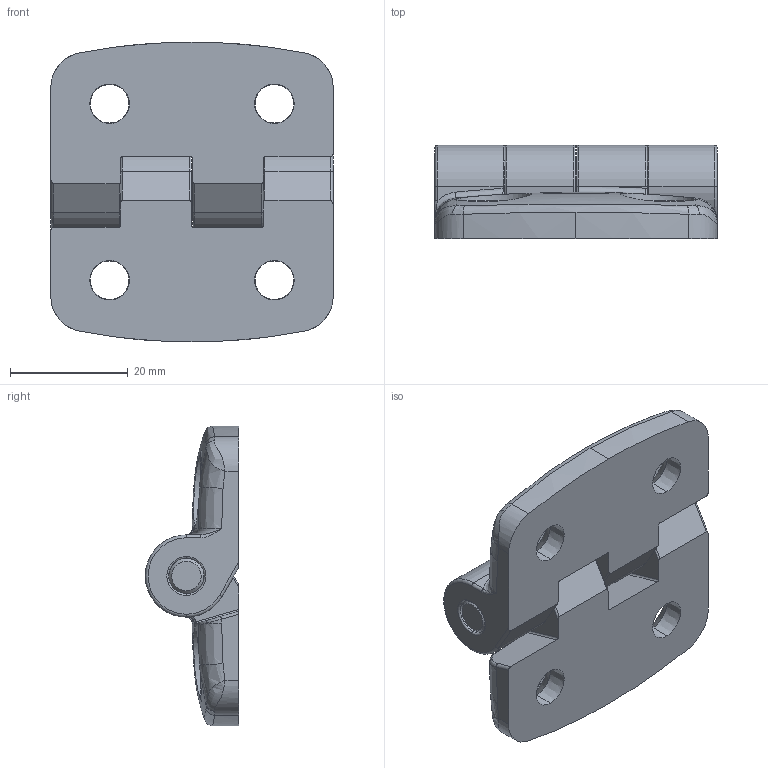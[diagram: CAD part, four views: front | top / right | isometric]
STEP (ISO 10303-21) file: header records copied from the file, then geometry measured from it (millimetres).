
FILE_DESCRIPTION (( 'STEP AP214' ), '1' );
FILE_NAME ('095e2525f.STEP', '2014-08-14T12:54:24', ( '' ), ( '' ), 'SwSTEP 2.0', 'SolidWorks 2014', '' );
FILE_SCHEMA (( 'AUTOMOTIVE_DESIGN' ));
Length unit declared in the file: millimetre
Products named in the file (3): 095k-02; 095e2525f; 095e25f_114065
Assembly tree (3 placements, depth 2):
  095e2525f
    095e25f_114065  x2
    095k-02
Bounding box: 48 x 15.9 x 51 mm (x, y, z)
Volume: 18091.1 mm3; surface area: 9715.8 mm2
Topology: 3 solids, 3 shells, 189 faces, 476 edges, 278 vertices
Faces by surface type: bspline 62, cylinder 56, plane 27, torus 24, cone 20
Entity records: 4254 total; most frequent: CARTESIAN_POINT 2041, ORIENTED_EDGE 484, DIRECTION 391, EDGE_CURVE 242, AXIS2_PLACEMENT_3D 163, VERTEX_POINT 145, EDGE_LOOP 107, FACE_OUTER_BOUND 100
